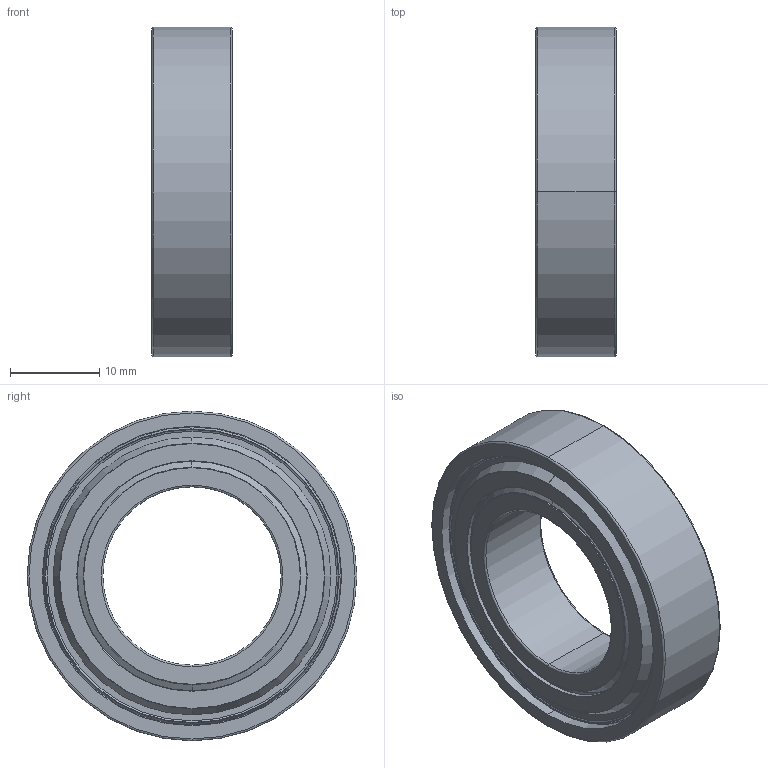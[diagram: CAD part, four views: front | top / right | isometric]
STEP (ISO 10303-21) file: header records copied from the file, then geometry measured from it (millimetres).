
FILE_DESCRIPTION (( 'STEP AP214' ), '1' );
FILE_NAME ('1709813003187.step', '2024-03-07T12:03:25', ( '' ), ( 'Aliyun' ), 'STEP 2.0', 'fa-part.com', '' );
FILE_SCHEMA (( 'AUTOMOTIVE_DESIGN' ));
Length unit declared in the file: millimetre
Products named in the file (1): 1709813003187
Bounding box: 9 x 37 x 37 mm (x, y, z)
Volume: 5481.5 mm3; surface area: 5564.9 mm2
Topology: 1 solids, 1 shells, 128 faces, 256 edges, 140 vertices
Faces by surface type: torus 48, cone 36, cylinder 32, plane 12
Entity records: 3350 total; most frequent: DIRECTION 702, CARTESIAN_POINT 525, ORIENTED_EDGE 512, AXIS2_PLACEMENT_3D 317, EDGE_CURVE 256, CIRCLE 188, VERTEX_POINT 140, EDGE_LOOP 140
